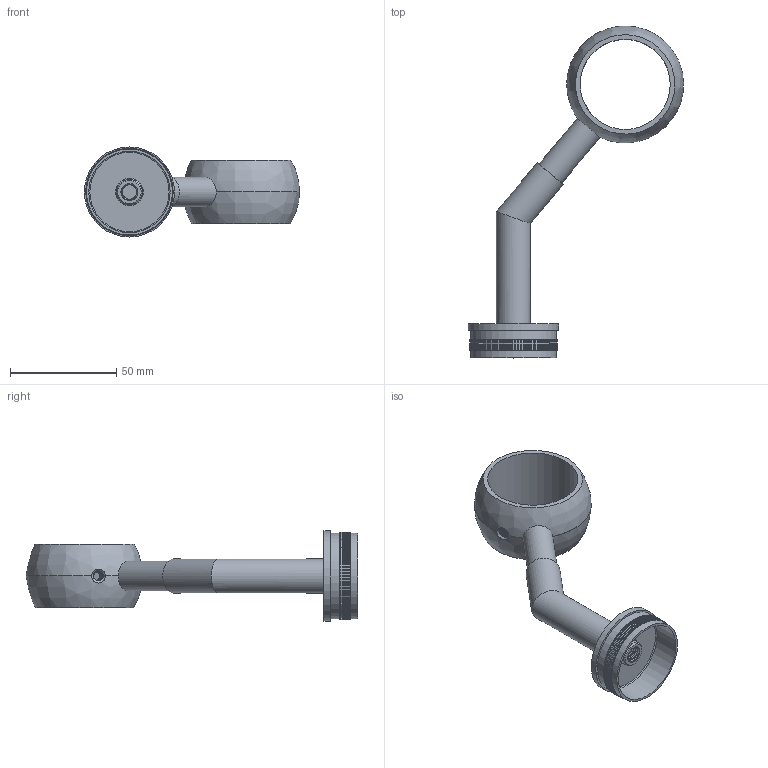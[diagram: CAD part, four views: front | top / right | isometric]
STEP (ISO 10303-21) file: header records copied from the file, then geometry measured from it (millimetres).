
FILE_DESCRIPTION(/* description */ (''),/* implementation_level */ '2;1');
FILE_NAME(/* name */ 'Rohrstütze_X183.stp',/* time_stamp */ '2017-08-11T12:23:20+02:00',/* author */ (''),/* organization */ (''),/* preprocessor_version */ 'ST-DEVELOPER v16',/* originating_system */ 'SIEMENS PLM Software NX 11.0',/* authorisation */ '');
FILE_SCHEMA (('AUTOMOTIVE_DESIGN { 1 0 10303 214 3 1 1 1 }'));
Length unit declared in the file: millimetre
Products named in the file (1): Goge38A47EB9imxz
Bounding box: 101.24 x 156.13 x 42.4 mm (x, y, z)
Volume: 47008.2 mm3; surface area: 22224.6 mm2
Topology: 1 solids, 1 shells, 768 faces, 2264 edges, 1509 vertices
Faces by surface type: plane 553, cylinder 197, bspline 12, cone 4, torus 2
Full cylindrical faces by diameter (mm): 9 x1, 9.1 x1, 12 x1, 14 x1, 16 x2, 38.3 x1, 40.4 x2, 42.4 x2
Entity records: 29738 total; most frequent: CARTESIAN_POINT 9017, ORIENTED_EDGE 4478, DIRECTION 4112, EDGE_CURVE 2239, LINE 1800, VECTOR 1800, VERTEX_POINT 1499, AXIS2_PLACEMENT_3D 1156
